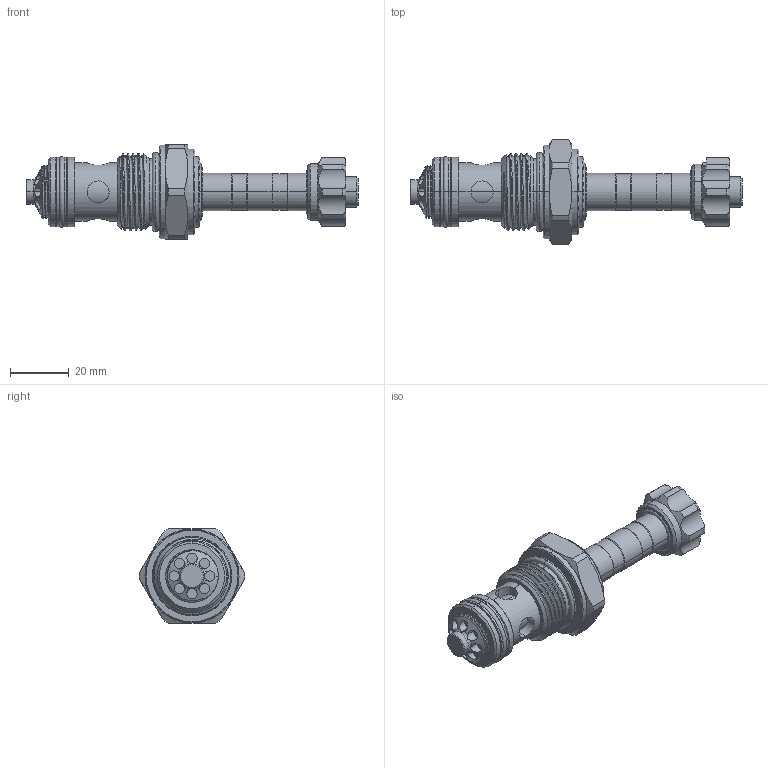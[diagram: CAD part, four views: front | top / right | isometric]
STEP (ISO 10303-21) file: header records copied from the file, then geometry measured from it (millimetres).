
FILE_DESCRIPTION (( 'STEP AP203' ), '1' );
FILE_NAME ('EP17E2A11M05.STEP', '2016-08-24T08:40:48', ( '' ), ( '' ), 'SwSTEP 2.0', 'SolidWorks 2012', '' );
FILE_SCHEMA (( 'CONFIG_CONTROL_DESIGN' ));
Length unit declared in the file: millimetre
Products named in the file (1): EP17E2A11M05
Bounding box: 112.85 x 35.79 x 32 mm (x, y, z)
Volume: 35265.5 mm3; surface area: 13114.6 mm2
Topology: 4 solids, 4 shells, 293 faces, 702 edges, 436 vertices
Faces by surface type: cylinder 144, cone 64, plane 42, torus 36, bspline 7
Entity records: 17735 total; most frequent: CARTESIAN_POINT 11040, ORIENTED_EDGE 1404, DIRECTION 1398, EDGE_CURVE 702, AXIS2_PLACEMENT_3D 601, VERTEX_POINT 436, EDGE_LOOP 320, CIRCLE 314
